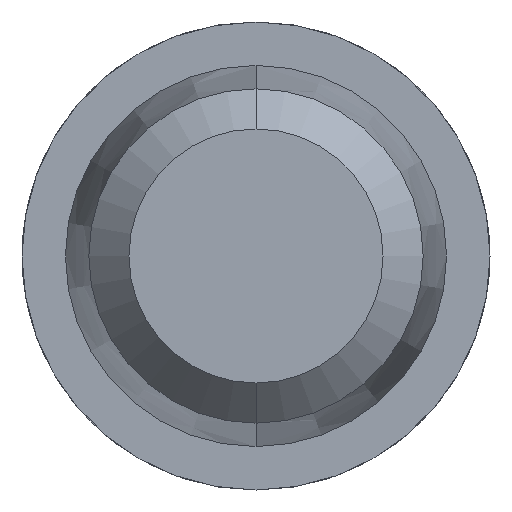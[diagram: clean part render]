
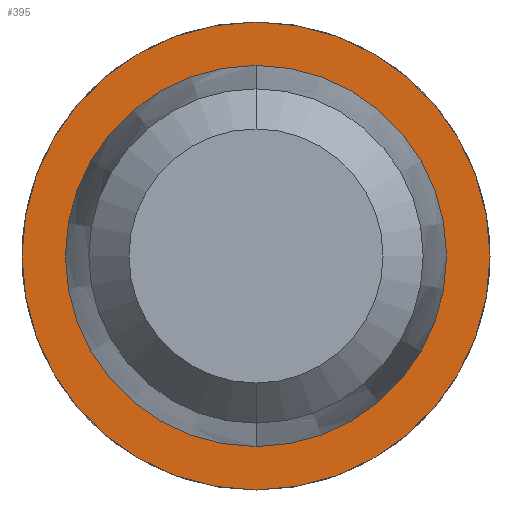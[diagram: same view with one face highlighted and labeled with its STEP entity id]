
A CAD part, front view. The second image highlights one B-rep face of the part: STEP entity #395.
In plain terms, the highlighted planar face has unit normal (0, -1, 0).
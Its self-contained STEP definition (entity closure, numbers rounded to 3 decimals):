
#9 = EDGE_LOOP ( 'NONE', ( #160, #3166 ) ) ;
#32 = AXIS2_PLACEMENT_3D ( 'NONE', #3945, #2726, #2085 ) ;
#67 = CARTESIAN_POINT ( 'NONE',  ( 0.57, 26., 0. ) ) ;
#160 = ORIENTED_EDGE ( 'NONE', *, *, #2510, .F. ) ;
#294 = AXIS2_PLACEMENT_3D ( 'NONE', #2485, #879, #3114 ) ;
#395 = ADVANCED_FACE ( 'Defeature ausgef�hrt2_14', ( #4093, #3534 ), #2587, .T. ) ;
#419 = DIRECTION ( 'NONE',  ( 0., -1., 0. ) ) ;
#436 = EDGE_LOOP ( 'NONE', ( #3509, #3016 ) ) ;
#798 = EDGE_CURVE ( 'Defeature ausgef�hrt2_14+Defeature ausgef�hrt2_15+Defeature ausgef�hrt2_15+Defeature ausgef�hrt2_15', #3397, #2015, #3581, .T. ) ;
#879 = DIRECTION ( 'NONE',  ( 0., -1., 0. ) ) ;
#1246 = AXIS2_PLACEMENT_3D ( 'NONE', #2336, #419, #3595 ) ;
#1421 = AXIS2_PLACEMENT_3D ( 'NONE', #67, #2596, #2632 ) ;
#1437 = CIRCLE ( 'NONE', #1246, 0.57 ) ;
#1571 = AXIS2_PLACEMENT_3D ( 'NONE', #3372, #1755, #3340 ) ;
#1755 = DIRECTION ( 'NONE',  ( 0., -1., 0. ) ) ;
#2015 = VERTEX_POINT ( 'NONE', #2024 ) ;
#2024 = CARTESIAN_POINT ( 'NONE',  ( 0., 26., -0.7 ) ) ;
#2070 = EDGE_CURVE ( 'Defeature ausgef�hrt2_13+Defeature ausgef�hrt2_14+Defeature ausgef�hrt2_14+Defeature ausgef�hrt2_14', #2931, #2689, #2951, .T. ) ;
#2085 = DIRECTION ( 'NONE',  ( 0., 0., -1. ) ) ;
#2336 = CARTESIAN_POINT ( 'NONE',  ( 0., 26., 0. ) ) ;
#2485 = CARTESIAN_POINT ( 'NONE',  ( 0., 26., 0. ) ) ;
#2510 = EDGE_CURVE ( 'Defeature ausgef�hrt2_13+Defeature ausgef�hrt2_14+Defeature ausgef�hrt2_14+Defeature ausgef�hrt2_14', #2689, #2931, #1437, .T. ) ;
#2587 = PLANE ( 'NONE',  #1421 ) ;
#2596 = DIRECTION ( 'NONE',  ( 0., -1., 0. ) ) ;
#2632 = DIRECTION ( 'NONE',  ( 0., 0., -1. ) ) ;
#2689 = VERTEX_POINT ( 'NONE', #2700 ) ;
#2700 = CARTESIAN_POINT ( 'NONE',  ( 0., 26., 0.57 ) ) ;
#2726 = DIRECTION ( 'NONE',  ( 0., -1., 0. ) ) ;
#2931 = VERTEX_POINT ( 'NONE', #3783 ) ;
#2951 = CIRCLE ( 'NONE', #1571, 0.57 ) ;
#3016 = ORIENTED_EDGE ( 'NONE', *, *, #798, .T. ) ;
#3114 = DIRECTION ( 'NONE',  ( 0., 0., -1. ) ) ;
#3166 = ORIENTED_EDGE ( 'NONE', *, *, #2070, .F. ) ;
#3340 = DIRECTION ( 'NONE',  ( 0., 0., -1. ) ) ;
#3372 = CARTESIAN_POINT ( 'NONE',  ( 0., 26., 0. ) ) ;
#3397 = VERTEX_POINT ( 'NONE', #3621 ) ;
#3476 = EDGE_CURVE ( 'Defeature ausgef�hrt2_14+Defeature ausgef�hrt2_15+Defeature ausgef�hrt2_15+Defeature ausgef�hrt2_15', #2015, #3397, #3729, .T. ) ;
#3509 = ORIENTED_EDGE ( 'NONE', *, *, #3476, .T. ) ;
#3534 = FACE_BOUND ( 'NONE', #9, .T. ) ;
#3581 = CIRCLE ( 'NONE', #294, 0.7 ) ;
#3595 = DIRECTION ( 'NONE',  ( 0., 0., -1. ) ) ;
#3621 = CARTESIAN_POINT ( 'NONE',  ( 0., 26., 0.7 ) ) ;
#3729 = CIRCLE ( 'NONE', #32, 0.7 ) ;
#3783 = CARTESIAN_POINT ( 'NONE',  ( 0., 26., -0.57 ) ) ;
#3945 = CARTESIAN_POINT ( 'NONE',  ( 0., 26., 0. ) ) ;
#4093 = FACE_OUTER_BOUND ( 'NONE', #436, .T. ) ;
